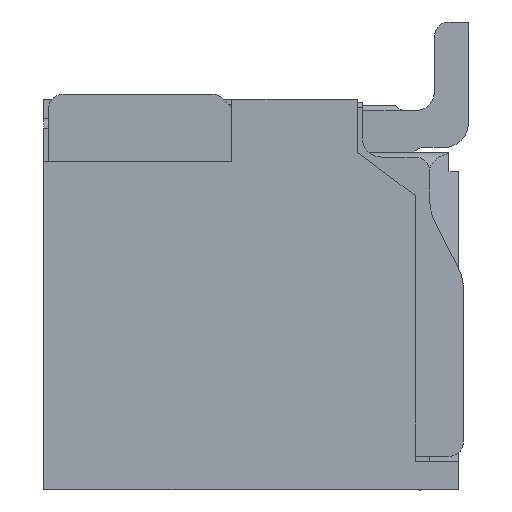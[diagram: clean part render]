
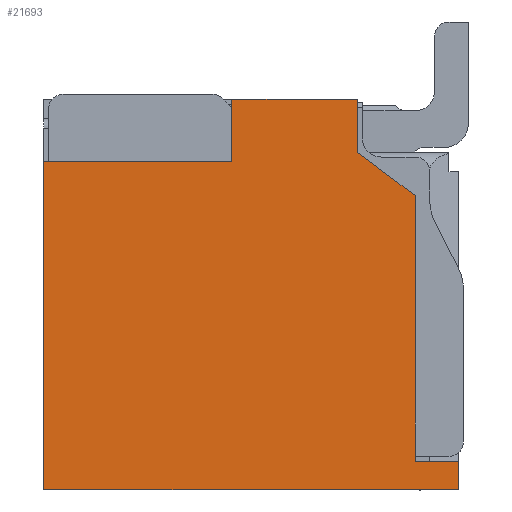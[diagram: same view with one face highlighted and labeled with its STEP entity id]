
A CAD part, left-side view. The second image highlights one B-rep face of the part: STEP entity #21693.
In plain terms, the highlighted planar face has unit normal (-1, 0, 0).
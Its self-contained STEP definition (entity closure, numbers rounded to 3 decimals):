
#356 = ORIENTED_EDGE ( 'NONE', *, *, #23452, .F. ) ;
#1219 = CARTESIAN_POINT ( 'NONE',  ( -6.625, 2.15, -2.025 ) ) ;
#1596 = VECTOR ( 'NONE', #3182, 1000. ) ;
#1645 = LINE ( 'NONE', #14816, #8397 ) ;
#1790 = ORIENTED_EDGE ( 'NONE', *, *, #7376, .F. ) ;
#2142 = VECTOR ( 'NONE', #8743, 1000. ) ;
#2549 = EDGE_LOOP ( 'NONE', ( #18412, #19675, #3416, #14474, #9881, #356, #4141, #6759, #1790, #11271 ) ) ;
#2596 = VERTEX_POINT ( 'NONE', #13640 ) ;
#2650 = LINE ( 'NONE', #16339, #2142 ) ;
#3182 = DIRECTION ( 'NONE',  ( 0., -1., 0. ) ) ;
#3337 = VERTEX_POINT ( 'NONE', #10430 ) ;
#3373 = CARTESIAN_POINT ( 'NONE',  ( -6.625, -2.15, -1.725 ) ) ;
#3416 = ORIENTED_EDGE ( 'NONE', *, *, #15764, .F. ) ;
#3621 = VERTEX_POINT ( 'NONE', #14136 ) ;
#3680 = AXIS2_PLACEMENT_3D ( 'NONE', #23392, #6354, #13947 ) ;
#4141 = ORIENTED_EDGE ( 'NONE', *, *, #16302, .F. ) ;
#4374 = VERTEX_POINT ( 'NONE', #3373 ) ;
#4682 = EDGE_CURVE ( 'NONE', #19573, #21122, #20605, .T. ) ;
#5326 = DIRECTION ( 'NONE',  ( 0., -0.8, -0.6 ) ) ;
#6031 = VERTEX_POINT ( 'NONE', #12337 ) ;
#6354 = DIRECTION ( 'NONE',  ( 1., 0., 0. ) ) ;
#6759 = ORIENTED_EDGE ( 'NONE', *, *, #16068, .F. ) ;
#6924 = LINE ( 'NONE', #9043, #24245 ) ;
#7227 = CARTESIAN_POINT ( 'NONE',  ( -6.625, 0.2, 0. ) ) ;
#7376 = EDGE_CURVE ( 'NONE', #12226, #3337, #18524, .T. ) ;
#7397 = LINE ( 'NONE', #14987, #19632 ) ;
#7812 = LINE ( 'NONE', #15026, #12049 ) ;
#8229 = DIRECTION ( 'NONE',  ( 0., -1., 0. ) ) ;
#8397 = VECTOR ( 'NONE', #16683, 1000. ) ;
#8743 = DIRECTION ( 'NONE',  ( 0., 0., -1. ) ) ;
#8975 = EDGE_CURVE ( 'NONE', #2596, #10174, #6924, .T. ) ;
#9043 = CARTESIAN_POINT ( 'NONE',  ( -6.625, -1.1, 1.475 ) ) ;
#9085 = CARTESIAN_POINT ( 'NONE',  ( -6.625, 0., 1.375 ) ) ;
#9283 = CARTESIAN_POINT ( 'NONE',  ( -6.625, -2.15, -2.025 ) ) ;
#9881 = ORIENTED_EDGE ( 'NONE', *, *, #8975, .F. ) ;
#10174 = VERTEX_POINT ( 'NONE', #17742 ) ;
#10430 = CARTESIAN_POINT ( 'NONE',  ( -6.625, 0.2, 1.375 ) ) ;
#10889 = VECTOR ( 'NONE', #16671, 1000. ) ;
#11016 = LINE ( 'NONE', #18596, #1596 ) ;
#11087 = VECTOR ( 'NONE', #13170, 1000. ) ;
#11271 = ORIENTED_EDGE ( 'NONE', *, *, #19581, .F. ) ;
#12049 = VECTOR ( 'NONE', #15411, 1000. ) ;
#12226 = VERTEX_POINT ( 'NONE', #17573 ) ;
#12337 = CARTESIAN_POINT ( 'NONE',  ( -6.625, -1.7, -1.725 ) ) ;
#12832 = LINE ( 'NONE', #7227, #14674 ) ;
#13170 = DIRECTION ( 'NONE',  ( 0., 1., 0. ) ) ;
#13640 = CARTESIAN_POINT ( 'NONE',  ( -6.625, -1.1, 1.475 ) ) ;
#13947 = DIRECTION ( 'NONE',  ( 0., 0., -1. ) ) ;
#14136 = CARTESIAN_POINT ( 'NONE',  ( -6.625, -1.1, 2.025 ) ) ;
#14474 = ORIENTED_EDGE ( 'NONE', *, *, #18790, .F. ) ;
#14674 = VECTOR ( 'NONE', #22642, 1000. ) ;
#14816 = CARTESIAN_POINT ( 'NONE',  ( -6.625, -2.15, -0.375 ) ) ;
#14987 = CARTESIAN_POINT ( 'NONE',  ( -6.625, 2.15, 0. ) ) ;
#15026 = CARTESIAN_POINT ( 'NONE',  ( -6.625, -1.1, 0. ) ) ;
#15049 = VECTOR ( 'NONE', #8229, 1000. ) ;
#15411 = DIRECTION ( 'NONE',  ( 0., 0., -1. ) ) ;
#15764 = EDGE_CURVE ( 'NONE', #6031, #4374, #17571, .T. ) ;
#15816 = PLANE ( 'NONE',  #3680 ) ;
#16068 = EDGE_CURVE ( 'NONE', #3337, #22691, #12832, .T. ) ;
#16302 = EDGE_CURVE ( 'NONE', #22691, #3621, #11016, .T. ) ;
#16339 = CARTESIAN_POINT ( 'NONE',  ( -6.625, -1.7, 0. ) ) ;
#16671 = DIRECTION ( 'NONE',  ( 0., -1., 0. ) ) ;
#16683 = DIRECTION ( 'NONE',  ( 0., 0., 1. ) ) ;
#17335 = FACE_OUTER_BOUND ( 'NONE', #2549, .T. ) ;
#17571 = LINE ( 'NONE', #21648, #15049 ) ;
#17573 = CARTESIAN_POINT ( 'NONE',  ( -6.625, 2.15, 1.375 ) ) ;
#17742 = CARTESIAN_POINT ( 'NONE',  ( -6.625, -1.7, 1.025 ) ) ;
#18412 = ORIENTED_EDGE ( 'NONE', *, *, #4682, .F. ) ;
#18524 = LINE ( 'NONE', #9085, #10889 ) ;
#18596 = CARTESIAN_POINT ( 'NONE',  ( -6.625, 0., 2.025 ) ) ;
#18597 = CARTESIAN_POINT ( 'NONE',  ( -6.625, 0.2, 2.025 ) ) ;
#18790 = EDGE_CURVE ( 'NONE', #10174, #6031, #2650, .T. ) ;
#19573 = VERTEX_POINT ( 'NONE', #9283 ) ;
#19581 = EDGE_CURVE ( 'NONE', #21122, #12226, #7397, .T. ) ;
#19632 = VECTOR ( 'NONE', #22566, 1000. ) ;
#19675 = ORIENTED_EDGE ( 'NONE', *, *, #20811, .T. ) ;
#20605 = LINE ( 'NONE', #24554, #11087 ) ;
#20811 = EDGE_CURVE ( 'NONE', #19573, #4374, #1645, .T. ) ;
#21122 = VERTEX_POINT ( 'NONE', #1219 ) ;
#21648 = CARTESIAN_POINT ( 'NONE',  ( -6.625, 0., -1.725 ) ) ;
#21693 = ADVANCED_FACE ( 'NONE', ( #17335 ), #15816, .F. ) ;
#22566 = DIRECTION ( 'NONE',  ( 0., 0., 1. ) ) ;
#22642 = DIRECTION ( 'NONE',  ( 0., 0., 1. ) ) ;
#22691 = VERTEX_POINT ( 'NONE', #18597 ) ;
#23392 = CARTESIAN_POINT ( 'NONE',  ( -6.625, 0., 0. ) ) ;
#23452 = EDGE_CURVE ( 'NONE', #3621, #2596, #7812, .T. ) ;
#24245 = VECTOR ( 'NONE', #5326, 1000. ) ;
#24554 = CARTESIAN_POINT ( 'NONE',  ( -6.625, 0., -2.025 ) ) ;
